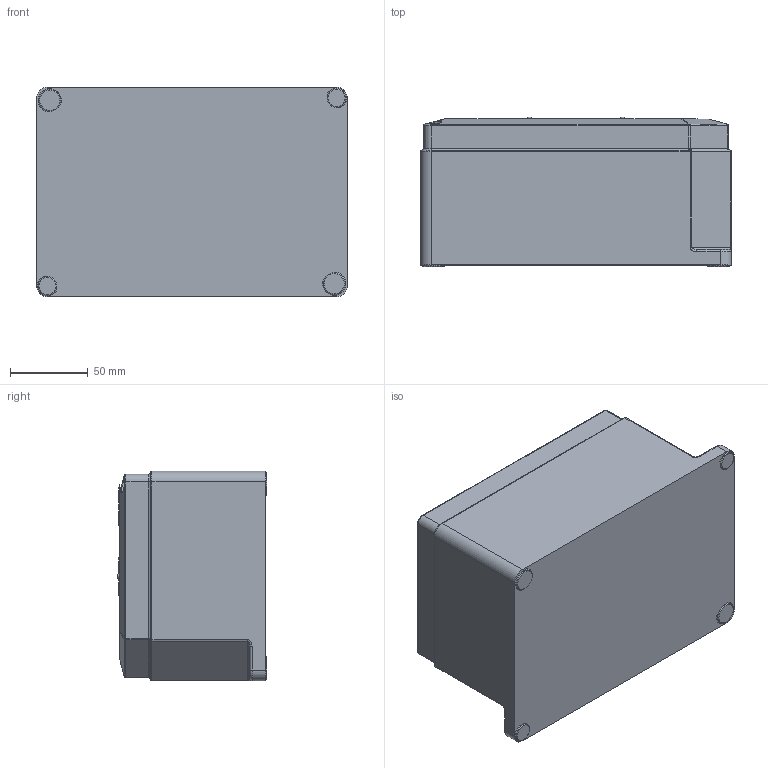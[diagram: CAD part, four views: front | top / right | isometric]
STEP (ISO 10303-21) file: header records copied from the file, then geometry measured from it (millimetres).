
FILE_DESCRIPTION(/* description */ (''),/* implementation_level */ '2;1');
FILE_NAME(/* name */ '940015.stp',/* time_stamp */ '2023-07-01T12:54:42+05:00',/* author */ ('pradhakrishnan'),/* organization */ (''),/* preprocessor_version */ 'ST-DEVELOPER v18',/* originating_system */ 'Autodesk Inventor 2020',/* authorisation */ '');
FILE_SCHEMA (('AUTOMOTIVE_DESIGN { 1 0 10303 214 3 1 1 }'));
Products named in the file (1): 940015
Bounding box: 200 x 96.3 x 135 mm (x, y, z)
Volume: 2441054.7 mm3; surface area: 112525.8 mm2
Topology: 1 solids, 1 shells, 2881 faces, 7712 edges, 5106 vertices
Faces by surface type: plane 2231, bspline 544, cylinder 74, torus 18, cone 8, sphere 6
Full cylindrical faces by diameter (mm): 8.5 x2, 9.5 x2
Entity records: 94730 total; most frequent: CARTESIAN_POINT 23136, ORIENTED_EDGE 15424, DIRECTION 11594, EDGE_CURVE 7712, LINE 6410, VECTOR 6410, VERTEX_POINT 5106, EDGE_LOOP 3154
